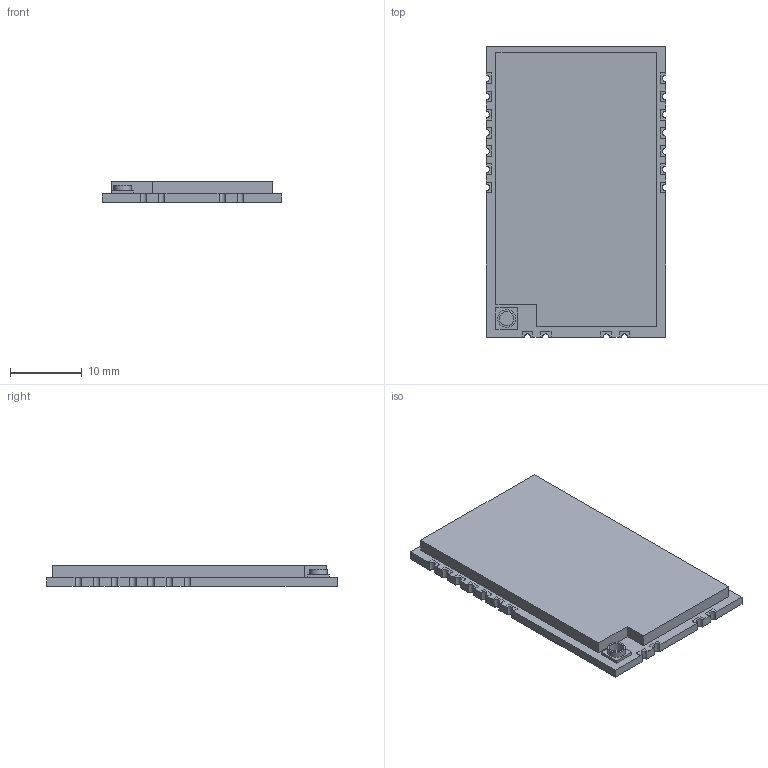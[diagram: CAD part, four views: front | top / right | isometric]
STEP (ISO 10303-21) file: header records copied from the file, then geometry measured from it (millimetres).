
FILE_DESCRIPTION(/* description */ (''),/* implementation_level */ '2;1');
FILE_NAME(/* name */ 'E22-400T30XX.stp',/* time_stamp */ '2022-01-24T22:14:23+06:00',/* author */ ('Nurekengoi'),/* organization */ (''),/* preprocessor_version */ 'ST-DEVELOPER v16.13',/* originating_system */ 'Autodesk Inventor 2018',/* authorisation */ '');
FILE_SCHEMA (('AUTOMOTIVE_DESIGN { 1 0 10303 214 3 1 1 }'));
Length unit declared in the file: millimetre
Products named in the file (1): Деталь31
Bounding box: 25 x 40.5 x 2.9 mm (x, y, z)
Volume: 2640.3 mm3; surface area: 2415.8 mm2
Topology: 1 solids, 1 shells, 130 faces, 372 edges, 248 vertices
Faces by surface type: plane 110, cylinder 20
Full cylindrical faces by diameter (mm): 2.014 x1, 2.472 x1
Entity records: 4255 total; most frequent: CARTESIAN_POINT 749, ORIENTED_EDGE 740, DIRECTION 672, EDGE_CURVE 370, LINE 330, VECTOR 330, VERTEX_POINT 248, AXIS2_PLACEMENT_3D 171
